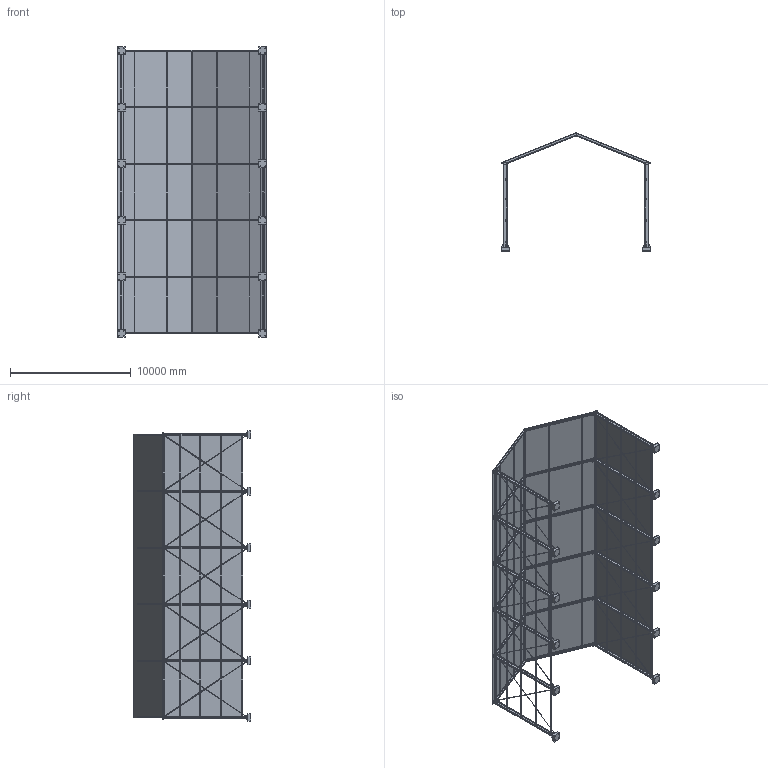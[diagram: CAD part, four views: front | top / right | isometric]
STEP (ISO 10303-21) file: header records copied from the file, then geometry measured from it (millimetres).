
FILE_DESCRIPTION(('FreeCAD Model'),'2;1');
FILE_NAME('Open CASCADE Shape Model','2025-05-01T01:49:00',('FreeCAD'),( 'FreeCAD'),'Open CASCADE STEP processor 7.6','FreeCAD','Unknown');
FILE_SCHEMA(('AUTOMOTIVE_DESIGN { 1 0 10303 214 1 1 1 1 }'));
Products named in the file (1): Open CASCADE STEP translator 7.6 1
Bounding box: 12327.37 x 9735.42 x 24023.18 mm (x, y, z)
Volume: 3294269794.2 mm3; surface area: 1301667825.6 mm2
Topology: 146 solids, 146 shells, 2970 faces, 7940 edges, 5284 vertices
Faces by surface type: bspline 2970
Entity records: 85916 total; most frequent: CARTESIAN_POINT 39423, ORIENTED_EDGE 15880, EDGE_CURVE 7940, B_SPLINE_CURVE_WITH_KNOTS 5708, VERTEX_POINT 5284, FACE_BOUND 3264, EDGE_LOOP 3264, ADVANCED_FACE 2970
